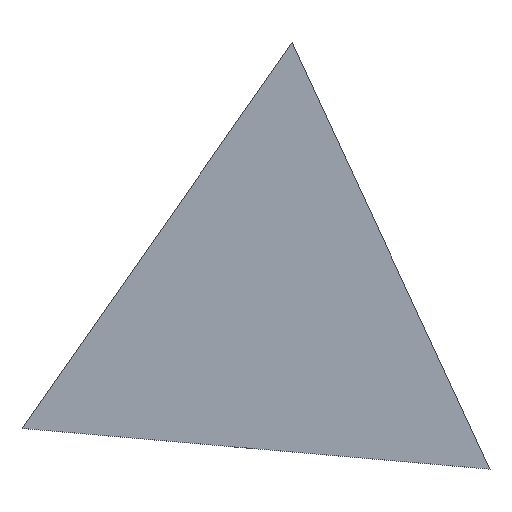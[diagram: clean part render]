
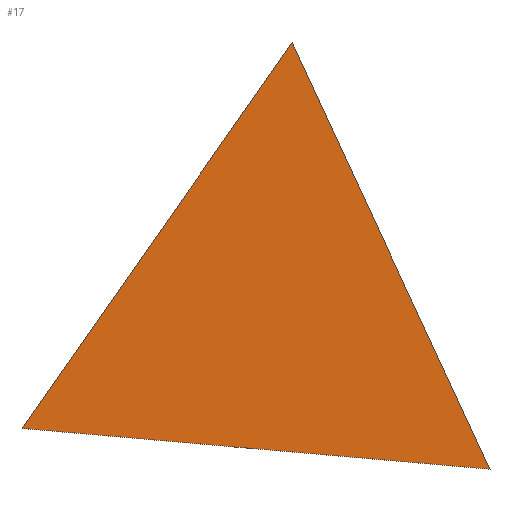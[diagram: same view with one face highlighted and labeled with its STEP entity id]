
A CAD part, front view. The second image highlights one B-rep face of the part: STEP entity #17.
In plain terms, the highlighted planar face has unit normal (0.066, -0.997, -0.031).
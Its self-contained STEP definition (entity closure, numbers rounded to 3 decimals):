
#17 = ADVANCED_FACE('',(#18),#32,.T.);
#18 = FACE_BOUND('',#19,.T.);
#19 = EDGE_LOOP('',(#20,#54,#81));
#20 = ORIENTED_EDGE('',*,*,#21,.T.);
#21 = EDGE_CURVE('',#22,#24,#26,.T.);
#22 = VERTEX_POINT('',#23);
#23 = CARTESIAN_POINT('',(-415.606,-13.353,
    -204.529));
#24 = VERTEX_POINT('',#25);
#25 = CARTESIAN_POINT('',(395.895,42.6,
    -275.253));
#26 = SURFACE_CURVE('',#27,(#31,#43),.PCURVE_S1.);
#27 = LINE('',#28,#29);
#28 = CARTESIAN_POINT('',(-415.606,-13.353,
    -204.529));
#29 = VECTOR('',#30,1.);
#30 = DIRECTION('',(0.994,0.069,
    -0.087));
#31 = PCURVE('',#32,#37);
#32 = PLANE('',#33);
#33 = AXIS2_PLACEMENT_3D('',#34,#35,#36);
#34 = CARTESIAN_POINT('',(11.009,8.678,-5.189
    ));
#35 = DIRECTION('',(0.066,-0.997,
    -0.031));
#36 = DIRECTION('',(-0.998,-0.066,0.));
#37 = DEFINITIONAL_REPRESENTATION('',(#38),#42);
#38 = LINE('',#39,#40);
#39 = CARTESIAN_POINT('',(427.139,199.436));
#40 = VECTOR('',#41,1.);
#41 = DIRECTION('',(-0.996,0.087));
#42 = ( GEOMETRIC_REPRESENTATION_CONTEXT(2) 
PARAMETRIC_REPRESENTATION_CONTEXT() REPRESENTATION_CONTEXT('2D SPACE',''
  ) );
#43 = PCURVE('',#44,#49);
#44 = PLANE('',#45);
#45 = AXIS2_PLACEMENT_3D('',#46,#47,#48);
#46 = CARTESIAN_POINT('',(-17.579,234.271,
    -154.738));
#47 = DIRECTION('',(-0.105,0.356,-0.928));
#48 = DIRECTION('',(0.,-0.934,-0.358)
  );
#49 = DEFINITIONAL_REPRESENTATION('',(#50),#53);
#50 = B_SPLINE_CURVE_WITH_KNOTS('',1,(#51,#52),.UNSPECIFIED.,.F.,.F.,(2,
    2),(0.,816.497),.PIECEWISE_BEZIER_KNOTS.);
#51 = CARTESIAN_POINT('',(249.027,400.26));
#52 = CARTESIAN_POINT('',(222.121,-415.794));
#53 = ( GEOMETRIC_REPRESENTATION_CONTEXT(2) 
PARAMETRIC_REPRESENTATION_CONTEXT() REPRESENTATION_CONTEXT('2D SPACE',''
  ) );
#54 = ORIENTED_EDGE('',*,*,#55,.T.);
#55 = EDGE_CURVE('',#24,#56,#58,.T.);
#56 = VERTEX_POINT('',#57);
#57 = CARTESIAN_POINT('',(52.738,-3.212,464.214
    ));
#58 = SURFACE_CURVE('',#59,(#63,#70),.PCURVE_S1.);
#59 = LINE('',#60,#61);
#60 = CARTESIAN_POINT('',(395.895,42.6,
    -275.253));
#61 = VECTOR('',#62,1.);
#62 = DIRECTION('',(-0.42,-0.056,0.906)
  );
#63 = PCURVE('',#32,#64);
#64 = DEFINITIONAL_REPRESENTATION('',(#65),#69);
#65 = LINE('',#66,#67);
#66 = CARTESIAN_POINT('',(-386.286,270.195));
#67 = VECTOR('',#68,1.);
#68 = DIRECTION('',(0.423,-0.906));
#69 = ( GEOMETRIC_REPRESENTATION_CONTEXT(2) 
PARAMETRIC_REPRESENTATION_CONTEXT() REPRESENTATION_CONTEXT('2D SPACE',''
  ) );
#70 = PCURVE('',#71,#76);
#71 = PLANE('',#72);
#72 = AXIS2_PLACEMENT_3D('',#73,#74,#75);
#73 = CARTESIAN_POINT('',(138.535,237.651,
    68.176));
#74 = DIRECTION('',(0.831,0.377,0.409));
#75 = DIRECTION('',(-0.442,0.,0.897));
#76 = DEFINITIONAL_REPRESENTATION('',(#77),#80);
#77 = B_SPLINE_CURVE_WITH_KNOTS('',1,(#78,#79),.UNSPECIFIED.,.F.,.F.,(2,
    2),(0.,816.497),.PIECEWISE_BEZIER_KNOTS.);
#78 = CARTESIAN_POINT('',(-421.774,210.544));
#79 = CARTESIAN_POINT('',(393.223,259.995));
#80 = ( GEOMETRIC_REPRESENTATION_CONTEXT(2) 
PARAMETRIC_REPRESENTATION_CONTEXT() REPRESENTATION_CONTEXT('2D SPACE',''
  ) );
#81 = ORIENTED_EDGE('',*,*,#82,.T.);
#82 = EDGE_CURVE('',#56,#22,#83,.T.);
#83 = SURFACE_CURVE('',#84,(#88,#95),.PCURVE_S1.);
#84 = LINE('',#85,#86);
#85 = CARTESIAN_POINT('',(52.738,-3.212,464.214
    ));
#86 = VECTOR('',#87,1.);
#87 = DIRECTION('',(-0.574,-0.012,-0.819)
  );
#88 = PCURVE('',#32,#89);
#89 = DEFINITIONAL_REPRESENTATION('',(#90),#94);
#90 = LINE('',#91,#92);
#91 = CARTESIAN_POINT('',(-40.852,-469.631));
#92 = VECTOR('',#93,1.);
#93 = DIRECTION('',(0.573,0.819));
#94 = ( GEOMETRIC_REPRESENTATION_CONTEXT(2) 
PARAMETRIC_REPRESENTATION_CONTEXT() REPRESENTATION_CONTEXT('2D SPACE',''
  ) );
#95 = PCURVE('',#96,#101);
#96 = PLANE('',#97);
#97 = AXIS2_PLACEMENT_3D('',#98,#99,#100);
#98 = CARTESIAN_POINT('',(-131.965,219.,
    91.751));
#99 = DIRECTION('',(-0.792,0.265,0.551));
#100 = DIRECTION('',(-0.571,0.,-0.821));
#101 = DEFINITIONAL_REPRESENTATION('',(#102),#105);
#102 = B_SPLINE_CURVE_WITH_KNOTS('',1,(#103,#104),.UNSPECIFIED.,.F.,.F.,
  (2,2),(0.,816.497),.PIECEWISE_BEZIER_KNOTS.);
#103 = CARTESIAN_POINT('',(-411.25,230.425));
#104 = CARTESIAN_POINT('',(405.179,240.941));
#105 = ( GEOMETRIC_REPRESENTATION_CONTEXT(2) 
PARAMETRIC_REPRESENTATION_CONTEXT() REPRESENTATION_CONTEXT('2D SPACE',''
  ) );
